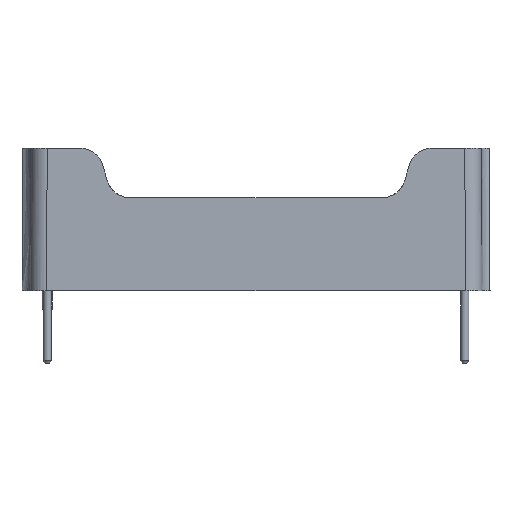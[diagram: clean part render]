
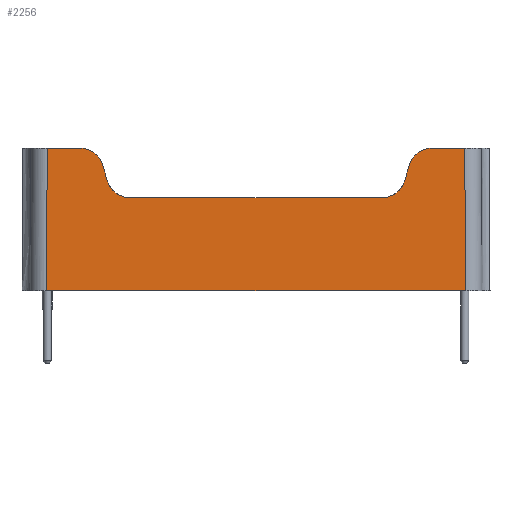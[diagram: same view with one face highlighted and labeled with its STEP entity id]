
A CAD part, front view. The second image highlights one B-rep face of the part: STEP entity #2256.
In plain terms, the highlighted planar face has unit normal (0, -1, 0.009).
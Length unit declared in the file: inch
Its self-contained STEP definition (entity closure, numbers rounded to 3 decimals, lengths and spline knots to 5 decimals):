
#47=DIRECTION('',(-1.,0.,0.));
#48=VECTOR('',#47,1.262);
#49=CARTESIAN_POINT('',(0.631,-0.1375,0.));
#50=LINE('',#49,#48);
#236=DIRECTION('',(-0.004,-0.009,-1.));
#237=VECTOR('',#236,0.43002);
#238=CARTESIAN_POINT('',(-0.62913,-0.13375,0.43));
#239=LINE('',#238,#237);
#240=DIRECTION('',(-0.004,0.009,1.));
#241=VECTOR('',#240,0.43002);
#242=CARTESIAN_POINT('',(0.631,-0.1375,0.));
#243=LINE('',#242,#241);
#394=DIRECTION('',(-1.,0.,0.));
#395=VECTOR('',#394,0.09658);
#396=CARTESIAN_POINT('',(0.62913,-0.13375,0.43));
#397=LINE('',#396,#395);
#455=DIRECTION('',(-1.,0.,0.));
#456=VECTOR('',#455,0.09658);
#457=CARTESIAN_POINT('',(-0.53255,-0.13375,0.43));
#458=LINE('',#457,#456);
#715=CARTESIAN_POINT('',(0.53255,-0.13375,0.43));
#716=CARTESIAN_POINT('',(0.52296,-0.13375,0.43));
#717=CARTESIAN_POINT('',(0.5064,-0.13378,
0.42658));
#718=CARTESIAN_POINT('',(0.4862,-0.13387,
0.41541));
#719=CARTESIAN_POINT('',(0.47017,-0.13402,
0.39879));
#720=CARTESIAN_POINT('',(0.46259,-0.13415,
0.38368));
#721=CARTESIAN_POINT('',(0.46011,-0.13423,
0.37441));
#755=DIRECTION('',(0.259,0.008,0.966));
#756=VECTOR('',#755,0.04019);
#757=CARTESIAN_POINT('',(0.4497,-0.13457,
0.33559));
#758=LINE('',#757,#756);
#989=DIRECTION('',(-0.259,0.008,0.966));
#990=VECTOR('',#989,0.04019);
#991=CARTESIAN_POINT('',(-0.4497,-0.13457,
0.33559));
#992=LINE('',#991,#990);
#1048=DIRECTION('',(1.,0.,0.));
#1049=VECTOR('',#1048,0.75452);
#1050=CARTESIAN_POINT('',(-0.37726,-0.13506,0.28));
#1051=LINE('',#1050,#1049);
#1098=CARTESIAN_POINT('',(-0.37726,-0.13506,0.28));
#1099=CARTESIAN_POINT('',(-0.38685,-0.13506,0.28));
#1100=CARTESIAN_POINT('',(-0.40341,-0.13503,
0.28342));
#1101=CARTESIAN_POINT('',(-0.42361,-0.13493,
0.29459));
#1102=CARTESIAN_POINT('',(-0.43963,-0.13478,
0.31121));
#1103=CARTESIAN_POINT('',(-0.44722,-0.13465,
0.32632));
#1104=CARTESIAN_POINT('',(-0.4497,-0.13457,
0.33559));
#1130=CARTESIAN_POINT('',(-0.53255,-0.13375,0.43));
#1131=CARTESIAN_POINT('',(-0.52296,-0.13375,0.43));
#1132=CARTESIAN_POINT('',(-0.5064,-0.13378,
0.42658));
#1133=CARTESIAN_POINT('',(-0.4862,-0.13387,
0.41541));
#1134=CARTESIAN_POINT('',(-0.47017,-0.13402,
0.39879));
#1135=CARTESIAN_POINT('',(-0.46259,-0.13415,
0.38368));
#1136=CARTESIAN_POINT('',(-0.46011,-0.13423,
0.37441));
#1327=CARTESIAN_POINT('',(0.37726,-0.13506,0.28));
#1328=CARTESIAN_POINT('',(0.38685,-0.13506,0.28));
#1329=CARTESIAN_POINT('',(0.40341,-0.13503,
0.28342));
#1330=CARTESIAN_POINT('',(0.42361,-0.13493,
0.29459));
#1331=CARTESIAN_POINT('',(0.43963,-0.13478,
0.31121));
#1332=CARTESIAN_POINT('',(0.44722,-0.13465,
0.32632));
#1333=CARTESIAN_POINT('',(0.4497,-0.13457,
0.33559));
#1769=VERTEX_POINT('',#1130);
#1770=VERTEX_POINT('',#1136);
#1771=CARTESIAN_POINT('',(-0.4497,-0.13457,
0.33559));
#1772=VERTEX_POINT('',#1771);
#1773=VERTEX_POINT('',#1098);
#1774=CARTESIAN_POINT('',(0.37726,-0.13506,0.28));
#1775=VERTEX_POINT('',#1774);
#1776=VERTEX_POINT('',#1333);
#1777=CARTESIAN_POINT('',(0.46011,-0.13423,
0.37441));
#1778=VERTEX_POINT('',#1777);
#1779=VERTEX_POINT('',#715);
#1780=CARTESIAN_POINT('',(-0.62913,-0.13375,0.43));
#1781=CARTESIAN_POINT('',(-0.631,-0.1375,0.));
#1782=VERTEX_POINT('',#1780);
#1783=VERTEX_POINT('',#1781);
#1788=CARTESIAN_POINT('',(0.631,-0.1375,0.));
#1789=CARTESIAN_POINT('',(0.62913,-0.13375,0.43));
#1790=VERTEX_POINT('',#1788);
#1791=VERTEX_POINT('',#1789);
#2227=CARTESIAN_POINT('',(-1.72322,-0.1375,0.));
#2228=DIRECTION('',(0.,-1.,0.009));
#2229=DIRECTION('',(-1.,0.,0.));
#2230=AXIS2_PLACEMENT_3D('',#2227,#2228,#2229);
#2231=PLANE('',#2230);
#2233=ORIENTED_EDGE('',*,*,#2232,.F.);
#2235=ORIENTED_EDGE('',*,*,#2234,.F.);
#2237=ORIENTED_EDGE('',*,*,#2236,.T.);
#2239=ORIENTED_EDGE('',*,*,#2238,.F.);
#2241=ORIENTED_EDGE('',*,*,#2240,.F.);
#2243=ORIENTED_EDGE('',*,*,#2242,.T.);
#2245=ORIENTED_EDGE('',*,*,#2244,.T.);
#2247=ORIENTED_EDGE('',*,*,#2246,.T.);
#2249=ORIENTED_EDGE('',*,*,#2248,.F.);
#2251=ORIENTED_EDGE('',*,*,#2250,.F.);
#2252=ORIENTED_EDGE('',*,*,#2220,.F.);
#2253=ORIENTED_EDGE('',*,*,#2009,.T.);
#2254=EDGE_LOOP('',(#2233,#2235,#2237,#2239,#2241,#2243,#2245,#2247,#2249,#2251,
#2252,#2253));
#2255=FACE_OUTER_BOUND('',#2254,.F.);
#2256=ADVANCED_FACE('',(#2255),#2231,.T.);
#722=B_SPLINE_CURVE_WITH_KNOTS('',3,(#715,#716,#717,#718,#719,#720,#721),
.UNSPECIFIED.,.F.,.F.,(4,1,1,1,4),(0.,0.25,0.5,0.75,1.),
.UNSPECIFIED.);
#1105=B_SPLINE_CURVE_WITH_KNOTS('',3,(#1098,#1099,#1100,#1101,#1102,#1103,
#1104),.UNSPECIFIED.,.F.,.F.,(4,1,1,1,4),(0.,0.25,0.5,0.75,1.),
.UNSPECIFIED.);
#1137=B_SPLINE_CURVE_WITH_KNOTS('',3,(#1130,#1131,#1132,#1133,#1134,#1135,
#1136),.UNSPECIFIED.,.F.,.F.,(4,1,1,1,4),(0.,0.25,0.5,0.75,1.),
.UNSPECIFIED.);
#1334=B_SPLINE_CURVE_WITH_KNOTS('',3,(#1327,#1328,#1329,#1330,#1331,#1332,
#1333),.UNSPECIFIED.,.F.,.F.,(4,1,1,1,4),(0.,0.25,0.5,0.75,1.),
.UNSPECIFIED.);
#2009=EDGE_CURVE('',#1790,#1783,#50,.T.);
#2220=EDGE_CURVE('',#1790,#1791,#243,.T.);
#2232=EDGE_CURVE('',#1782,#1783,#239,.T.);
#2234=EDGE_CURVE('',#1769,#1782,#458,.T.);
#2236=EDGE_CURVE('',#1769,#1770,#1137,.T.);
#2238=EDGE_CURVE('',#1772,#1770,#992,.T.);
#2240=EDGE_CURVE('',#1773,#1772,#1105,.T.);
#2242=EDGE_CURVE('',#1773,#1775,#1051,.T.);
#2244=EDGE_CURVE('',#1775,#1776,#1334,.T.);
#2246=EDGE_CURVE('',#1776,#1778,#758,.T.);
#2248=EDGE_CURVE('',#1779,#1778,#722,.T.);
#2250=EDGE_CURVE('',#1791,#1779,#397,.T.);
